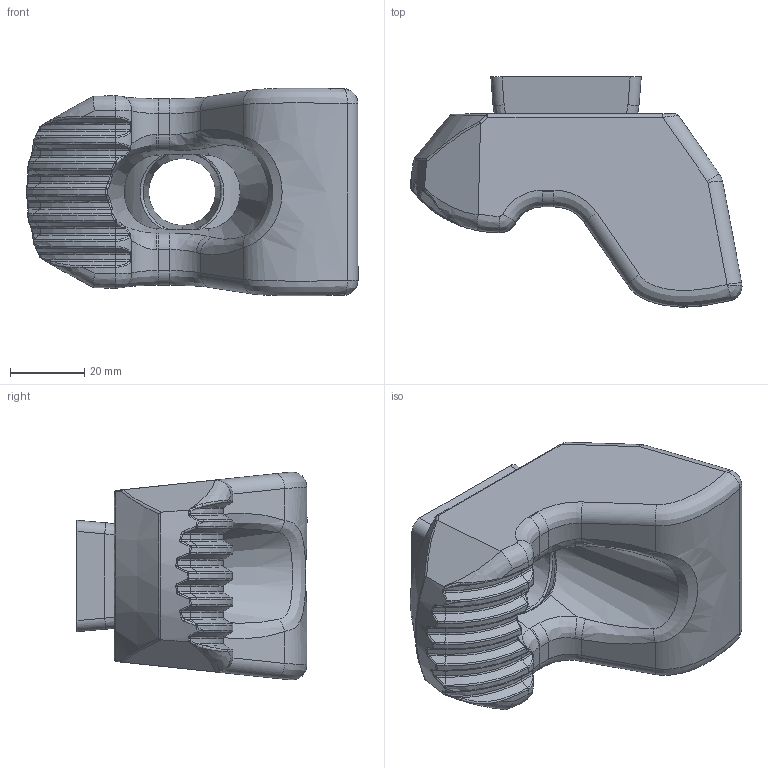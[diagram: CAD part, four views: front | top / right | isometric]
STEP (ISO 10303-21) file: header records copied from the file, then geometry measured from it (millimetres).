
FILE_DESCRIPTION (( 'STEP AP203' ), '1' );
FILE_NAME ('AAF M16.STEP', '2015-09-04T06:08:23', ( 'user' ), ( 'Hewlett-Packard Company' ), 'SwSTEP 2.0', 'SolidWorks 2015', '' );
FILE_SCHEMA (( 'CONFIG_CONTROL_DESIGN' ));
Length unit declared in the file: millimetre
Products named in the file (3): Typ AAF M16; Typ AAF M16-Winkelausgleich; AAF M16
Assembly tree (2 placements, depth 2):
  AAF M16
    Typ AAF M16
    Typ AAF M16-Winkelausgleich
Bounding box: 89.5 x 62.01 x 56 mm (x, y, z)
Volume: 124972.1 mm3; surface area: 24829.5 mm2
Topology: 2 solids, 2 shells, 655 faces, 1615 edges, 988 vertices
Faces by surface type: bspline 290, plane 259, cylinder 88, cone 18
Entity records: 35557 total; most frequent: CARTESIAN_POINT 22257, ORIENTED_EDGE 3218, DIRECTION 1898, EDGE_CURVE 1609, VERTEX_POINT 988, LINE 710, VECTOR 710, EDGE_LOOP 689
